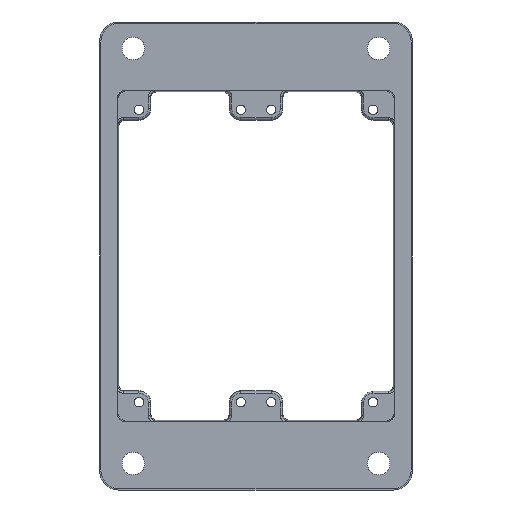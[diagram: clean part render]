
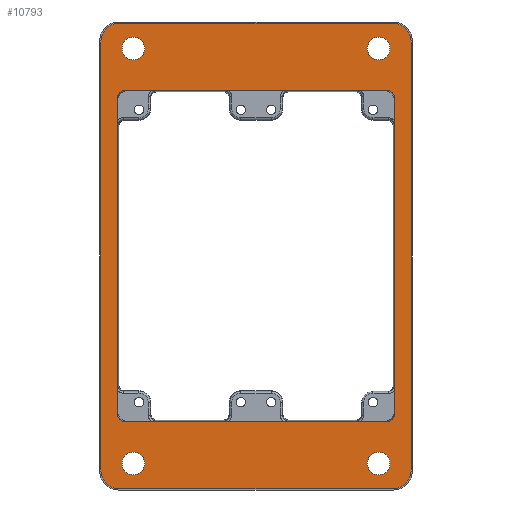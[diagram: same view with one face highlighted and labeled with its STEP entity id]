
A CAD part, front view. The second image highlights one B-rep face of the part: STEP entity #10793.
In plain terms, the highlighted planar face has unit normal (0, -1, 0).
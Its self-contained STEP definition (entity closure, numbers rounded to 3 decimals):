
#260=CARTESIAN_POINT('',(-36.1,-1.5,-56.7));
#261=DIRECTION('',(0.,1.,0.));
#262=DIRECTION('',(0.,0.,-1.));
#263=AXIS2_PLACEMENT_3D('',#260,#261,#262);
#265=DIRECTION('',(0.,0.,1.));
#266=VECTOR('',#265,113.4);
#267=CARTESIAN_POINT('',(-41.1,-1.5,-56.7));
#268=LINE('',#267,#266);
#269=CARTESIAN_POINT('',(-36.1,-1.5,56.7));
#270=DIRECTION('',(0.,1.,0.));
#271=DIRECTION('',(-1.,0.,0.));
#272=AXIS2_PLACEMENT_3D('',#269,#270,#271);
#274=DIRECTION('',(1.,0.,0.));
#275=VECTOR('',#274,72.2);
#276=CARTESIAN_POINT('',(-36.1,-1.5,61.7));
#277=LINE('',#276,#275);
#278=CARTESIAN_POINT('',(36.1,-1.5,56.7));
#279=DIRECTION('',(0.,1.,0.));
#280=DIRECTION('',(0.,0.,1.));
#281=AXIS2_PLACEMENT_3D('',#278,#279,#280);
#283=DIRECTION('',(0.,0.,-1.));
#284=VECTOR('',#283,113.4);
#285=CARTESIAN_POINT('',(41.1,-1.5,56.7));
#286=LINE('',#285,#284);
#287=CARTESIAN_POINT('',(36.1,-1.5,-56.7));
#288=DIRECTION('',(0.,1.,0.));
#289=DIRECTION('',(1.,0.,0.));
#290=AXIS2_PLACEMENT_3D('',#287,#288,#289);
#292=DIRECTION('',(-1.,0.,0.));
#293=VECTOR('',#292,72.2);
#294=CARTESIAN_POINT('',(36.1,-1.5,-61.7));
#295=LINE('',#294,#293);
#296=CARTESIAN_POINT('',(32.5,-1.5,55.));
#297=DIRECTION('',(0.,-1.,0.));
#298=DIRECTION('',(1.,0.,0.));
#299=AXIS2_PLACEMENT_3D('',#296,#297,#298);
#301=CARTESIAN_POINT('',(32.5,-1.5,55.));
#302=DIRECTION('',(0.,-1.,0.));
#303=DIRECTION('',(-1.,0.,0.));
#304=AXIS2_PLACEMENT_3D('',#301,#302,#303);
#306=CARTESIAN_POINT('',(32.5,-1.5,-55.));
#307=DIRECTION('',(0.,-1.,0.));
#308=DIRECTION('',(1.,0.,0.));
#309=AXIS2_PLACEMENT_3D('',#306,#307,#308);
#311=CARTESIAN_POINT('',(32.5,-1.5,-55.));
#312=DIRECTION('',(0.,-1.,0.));
#313=DIRECTION('',(-1.,0.,0.));
#314=AXIS2_PLACEMENT_3D('',#311,#312,#313);
#316=CARTESIAN_POINT('',(-32.5,-1.5,-55.));
#317=DIRECTION('',(0.,-1.,0.));
#318=DIRECTION('',(1.,0.,0.));
#319=AXIS2_PLACEMENT_3D('',#316,#317,#318);
#321=CARTESIAN_POINT('',(-32.5,-1.5,-55.));
#322=DIRECTION('',(0.,-1.,0.));
#323=DIRECTION('',(-1.,0.,0.));
#324=AXIS2_PLACEMENT_3D('',#321,#322,#323);
#326=DIRECTION('',(1.,0.,0.));
#327=VECTOR('',#326,69.5);
#328=CARTESIAN_POINT('',(-34.75,-1.5,-43.9));
#329=LINE('',#328,#327);
#330=CARTESIAN_POINT('',(34.75,-1.5,-41.9));
#331=DIRECTION('',(0.,-1.,0.));
#332=DIRECTION('',(0.,0.,-1.));
#333=AXIS2_PLACEMENT_3D('',#330,#331,#332);
#335=DIRECTION('',(0.,0.,1.));
#336=VECTOR('',#335,83.8);
#337=CARTESIAN_POINT('',(36.75,-1.5,-41.9));
#338=LINE('',#337,#336);
#339=CARTESIAN_POINT('',(34.75,-1.5,41.9));
#340=DIRECTION('',(0.,-1.,0.));
#341=DIRECTION('',(1.,0.,0.));
#342=AXIS2_PLACEMENT_3D('',#339,#340,#341);
#344=DIRECTION('',(-1.,0.,0.));
#345=VECTOR('',#344,69.5);
#346=CARTESIAN_POINT('',(34.75,-1.5,43.9));
#347=LINE('',#346,#345);
#348=CARTESIAN_POINT('',(-34.75,-1.5,41.9));
#349=DIRECTION('',(0.,-1.,0.));
#350=DIRECTION('',(0.,0.,1.));
#351=AXIS2_PLACEMENT_3D('',#348,#349,#350);
#353=DIRECTION('',(0.,0.,-1.));
#354=VECTOR('',#353,83.8);
#355=CARTESIAN_POINT('',(-36.75,-1.5,41.9));
#356=LINE('',#355,#354);
#357=CARTESIAN_POINT('',(-34.75,-1.5,-41.9));
#358=DIRECTION('',(0.,-1.,0.));
#359=DIRECTION('',(-1.,0.,0.));
#360=AXIS2_PLACEMENT_3D('',#357,#358,#359);
#362=CARTESIAN_POINT('',(-32.5,-1.5,55.));
#363=DIRECTION('',(0.,-1.,0.));
#364=DIRECTION('',(1.,0.,0.));
#365=AXIS2_PLACEMENT_3D('',#362,#363,#364);
#367=CARTESIAN_POINT('',(-32.5,-1.5,55.));
#368=DIRECTION('',(0.,-1.,0.));
#369=DIRECTION('',(-1.,0.,0.));
#370=AXIS2_PLACEMENT_3D('',#367,#368,#369);
#8833=CARTESIAN_POINT('',(34.75,-1.5,-43.9));
#8834=VERTEX_POINT('',#8833);
#8835=CARTESIAN_POINT('',(-34.75,-1.5,-43.9));
#8836=VERTEX_POINT('',#8835);
#8861=CARTESIAN_POINT('',(-36.75,-1.5,-41.9));
#8862=VERTEX_POINT('',#8861);
#8863=CARTESIAN_POINT('',(-36.1,-1.5,-61.7));
#8864=CARTESIAN_POINT('',(-41.1,-1.5,-56.7));
#8865=VERTEX_POINT('',#8863);
#8866=VERTEX_POINT('',#8864);
#8867=CARTESIAN_POINT('',(-41.1,-1.5,56.7));
#8868=VERTEX_POINT('',#8867);
#8869=CARTESIAN_POINT('',(-36.1,-1.5,61.7));
#8870=VERTEX_POINT('',#8869);
#8871=CARTESIAN_POINT('',(36.1,-1.5,61.7));
#8872=VERTEX_POINT('',#8871);
#8873=CARTESIAN_POINT('',(41.1,-1.5,56.7));
#8874=VERTEX_POINT('',#8873);
#8875=CARTESIAN_POINT('',(41.1,-1.5,-56.7));
#8876=VERTEX_POINT('',#8875);
#8877=CARTESIAN_POINT('',(36.1,-1.5,-61.7));
#8878=VERTEX_POINT('',#8877);
#8879=CARTESIAN_POINT('',(35.5,-1.5,55.));
#8880=CARTESIAN_POINT('',(29.5,-1.5,55.));
#8881=VERTEX_POINT('',#8879);
#8882=VERTEX_POINT('',#8880);
#8883=CARTESIAN_POINT('',(35.5,-1.5,-55.));
#8884=CARTESIAN_POINT('',(29.5,-1.5,-55.));
#8885=VERTEX_POINT('',#8883);
#8886=VERTEX_POINT('',#8884);
#8887=CARTESIAN_POINT('',(-29.5,-1.5,-55.));
#8888=CARTESIAN_POINT('',(-35.5,-1.5,-55.));
#8889=VERTEX_POINT('',#8887);
#8890=VERTEX_POINT('',#8888);
#8891=CARTESIAN_POINT('',(36.75,-1.5,-41.9));
#8892=VERTEX_POINT('',#8891);
#8893=CARTESIAN_POINT('',(36.75,-1.5,41.9));
#8894=VERTEX_POINT('',#8893);
#8895=CARTESIAN_POINT('',(34.75,-1.5,43.9));
#8896=VERTEX_POINT('',#8895);
#8897=CARTESIAN_POINT('',(-34.75,-1.5,43.9));
#8898=VERTEX_POINT('',#8897);
#8899=CARTESIAN_POINT('',(-36.75,-1.5,41.9));
#8900=VERTEX_POINT('',#8899);
#8901=CARTESIAN_POINT('',(-29.5,-1.5,55.));
#8902=CARTESIAN_POINT('',(-35.5,-1.5,55.));
#8903=VERTEX_POINT('',#8901);
#8904=VERTEX_POINT('',#8902);
#10730=CARTESIAN_POINT('',(0.,-1.5,0.));
#10731=DIRECTION('',(0.,1.,0.));
#10732=DIRECTION('',(1.,0.,0.));
#10733=AXIS2_PLACEMENT_3D('',#10730,#10731,#10732);
#10734=PLANE('',#10733);
#10736=ORIENTED_EDGE('',*,*,#10735,.T.);
#10738=ORIENTED_EDGE('',*,*,#10737,.T.);
#10740=ORIENTED_EDGE('',*,*,#10739,.T.);
#10742=ORIENTED_EDGE('',*,*,#10741,.T.);
#10744=ORIENTED_EDGE('',*,*,#10743,.T.);
#10746=ORIENTED_EDGE('',*,*,#10745,.T.);
#10748=ORIENTED_EDGE('',*,*,#10747,.T.);
#10750=ORIENTED_EDGE('',*,*,#10749,.T.);
#10751=EDGE_LOOP('',(#10736,#10738,#10740,#10742,#10744,#10746,#10748,#10750));
#10752=FACE_OUTER_BOUND('',#10751,.F.);
#10754=ORIENTED_EDGE('',*,*,#10753,.T.);
#10756=ORIENTED_EDGE('',*,*,#10755,.T.);
#10757=EDGE_LOOP('',(#10754,#10756));
#10758=FACE_BOUND('',#10757,.F.);
#10760=ORIENTED_EDGE('',*,*,#10759,.T.);
#10762=ORIENTED_EDGE('',*,*,#10761,.T.);
#10763=EDGE_LOOP('',(#10760,#10762));
#10764=FACE_BOUND('',#10763,.F.);
#10766=ORIENTED_EDGE('',*,*,#10765,.T.);
#10768=ORIENTED_EDGE('',*,*,#10767,.T.);
#10769=EDGE_LOOP('',(#10766,#10768));
#10770=FACE_BOUND('',#10769,.F.);
#10771=ORIENTED_EDGE('',*,*,#10694,.T.);
#10773=ORIENTED_EDGE('',*,*,#10772,.T.);
#10775=ORIENTED_EDGE('',*,*,#10774,.T.);
#10777=ORIENTED_EDGE('',*,*,#10776,.T.);
#10779=ORIENTED_EDGE('',*,*,#10778,.T.);
#10781=ORIENTED_EDGE('',*,*,#10780,.T.);
#10783=ORIENTED_EDGE('',*,*,#10782,.T.);
#10784=ORIENTED_EDGE('',*,*,#10723,.T.);
#10785=EDGE_LOOP('',(#10771,#10773,#10775,#10777,#10779,#10781,#10783,#10784));
#10786=FACE_BOUND('',#10785,.F.);
#10788=ORIENTED_EDGE('',*,*,#10787,.T.);
#10790=ORIENTED_EDGE('',*,*,#10789,.T.);
#10791=EDGE_LOOP('',(#10788,#10790));
#10792=FACE_BOUND('',#10791,.F.);
#10793=ADVANCED_FACE('',(#10752,#10758,#10764,#10770,#10786,#10792),#10734,.F.);
#264=CIRCLE('',#263,5.);
#273=CIRCLE('',#272,5.);
#282=CIRCLE('',#281,5.);
#291=CIRCLE('',#290,5.);
#300=CIRCLE('',#299,3.);
#305=CIRCLE('',#304,3.);
#310=CIRCLE('',#309,3.);
#315=CIRCLE('',#314,3.);
#320=CIRCLE('',#319,3.);
#325=CIRCLE('',#324,3.);
#334=CIRCLE('',#333,2.);
#343=CIRCLE('',#342,2.);
#352=CIRCLE('',#351,2.);
#361=CIRCLE('',#360,2.);
#366=CIRCLE('',#365,3.);
#371=CIRCLE('',#370,3.);
#10694=EDGE_CURVE('',#8836,#8834,#329,.T.);
#10723=EDGE_CURVE('',#8862,#8836,#361,.T.);
#10735=EDGE_CURVE('',#8865,#8866,#264,.T.);
#10737=EDGE_CURVE('',#8866,#8868,#268,.T.);
#10739=EDGE_CURVE('',#8868,#8870,#273,.T.);
#10741=EDGE_CURVE('',#8870,#8872,#277,.T.);
#10743=EDGE_CURVE('',#8872,#8874,#282,.T.);
#10745=EDGE_CURVE('',#8874,#8876,#286,.T.);
#10747=EDGE_CURVE('',#8876,#8878,#291,.T.);
#10749=EDGE_CURVE('',#8878,#8865,#295,.T.);
#10753=EDGE_CURVE('',#8881,#8882,#300,.T.);
#10755=EDGE_CURVE('',#8882,#8881,#305,.T.);
#10759=EDGE_CURVE('',#8885,#8886,#310,.T.);
#10761=EDGE_CURVE('',#8886,#8885,#315,.T.);
#10765=EDGE_CURVE('',#8889,#8890,#320,.T.);
#10767=EDGE_CURVE('',#8890,#8889,#325,.T.);
#10772=EDGE_CURVE('',#8834,#8892,#334,.T.);
#10774=EDGE_CURVE('',#8892,#8894,#338,.T.);
#10776=EDGE_CURVE('',#8894,#8896,#343,.T.);
#10778=EDGE_CURVE('',#8896,#8898,#347,.T.);
#10780=EDGE_CURVE('',#8898,#8900,#352,.T.);
#10782=EDGE_CURVE('',#8900,#8862,#356,.T.);
#10787=EDGE_CURVE('',#8903,#8904,#366,.T.);
#10789=EDGE_CURVE('',#8904,#8903,#371,.T.);
